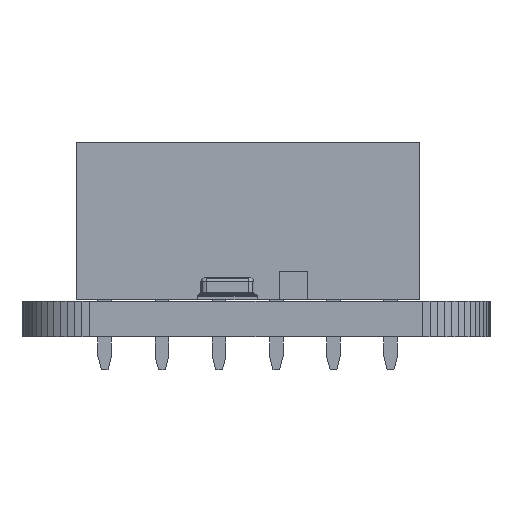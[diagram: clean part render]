
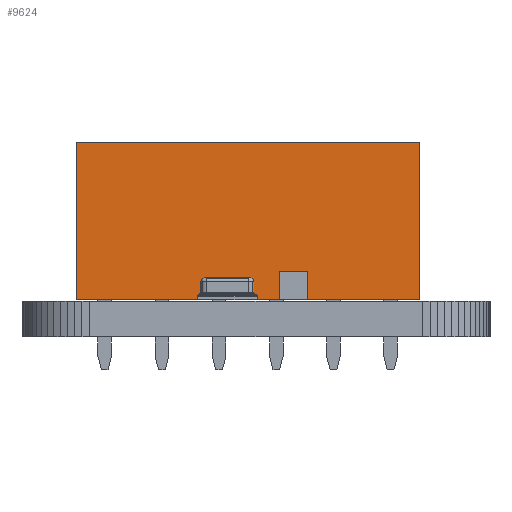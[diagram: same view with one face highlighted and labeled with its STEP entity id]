
A CAD part, front view. The second image highlights one B-rep face of the part: STEP entity #9624.
In plain terms, the highlighted face is planar.
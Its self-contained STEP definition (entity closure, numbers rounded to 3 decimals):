
#9624 = ADVANCED_FACE('',(#9625),#9639,.F.);
#9625 = FACE_BOUND('',#9626,.F.);
#9626 = EDGE_LOOP('',(#9627,#9662,#9690,#9718));
#9627 = ORIENTED_EDGE('',*,*,#9628,.T.);
#9628 = EDGE_CURVE('',#9629,#9631,#9633,.T.);
#9629 = VERTEX_POINT('',#9630);
#9630 = CARTESIAN_POINT('',(1.27,-13.97,0.));
#9631 = VERTEX_POINT('',#9632);
#9632 = CARTESIAN_POINT('',(1.27,-13.97,7.));
#9633 = SURFACE_CURVE('',#9634,(#9638,#9650),.PCURVE_S1.);
#9634 = LINE('',#9635,#9636);
#9635 = CARTESIAN_POINT('',(1.27,-13.97,0.));
#9636 = VECTOR('',#9637,1.);
#9637 = DIRECTION('',(0.,0.,1.));
#9638 = PCURVE('',#9639,#9644);
#9639 = PLANE('',#9640);
#9640 = AXIS2_PLACEMENT_3D('',#9641,#9642,#9643);
#9641 = CARTESIAN_POINT('',(1.27,-13.97,0.));
#9642 = DIRECTION('',(-1.,0.,0.));
#9643 = DIRECTION('',(0.,1.,0.));
#9644 = DEFINITIONAL_REPRESENTATION('',(#9645),#9649);
#9645 = LINE('',#9646,#9647);
#9646 = CARTESIAN_POINT('',(0.,0.));
#9647 = VECTOR('',#9648,1.);
#9648 = DIRECTION('',(0.,-1.));
#9649 = ( GEOMETRIC_REPRESENTATION_CONTEXT(2) 
PARAMETRIC_REPRESENTATION_CONTEXT() REPRESENTATION_CONTEXT('2D SPACE',''
  ) );
#9650 = PCURVE('',#9651,#9656);
#9651 = PLANE('',#9652);
#9652 = AXIS2_PLACEMENT_3D('',#9653,#9654,#9655);
#9653 = CARTESIAN_POINT('',(-1.27,-13.97,0.));
#9654 = DIRECTION('',(0.,1.,0.));
#9655 = DIRECTION('',(1.,0.,0.));
#9656 = DEFINITIONAL_REPRESENTATION('',(#9657),#9661);
#9657 = LINE('',#9658,#9659);
#9658 = CARTESIAN_POINT('',(2.54,0.));
#9659 = VECTOR('',#9660,1.);
#9660 = DIRECTION('',(0.,-1.));
#9661 = ( GEOMETRIC_REPRESENTATION_CONTEXT(2) 
PARAMETRIC_REPRESENTATION_CONTEXT() REPRESENTATION_CONTEXT('2D SPACE',''
  ) );
#9662 = ORIENTED_EDGE('',*,*,#9663,.T.);
#9663 = EDGE_CURVE('',#9631,#9664,#9666,.T.);
#9664 = VERTEX_POINT('',#9665);
#9665 = CARTESIAN_POINT('',(1.27,1.27,7.));
#9666 = SURFACE_CURVE('',#9667,(#9671,#9678),.PCURVE_S1.);
#9667 = LINE('',#9668,#9669);
#9668 = CARTESIAN_POINT('',(1.27,-13.97,7.));
#9669 = VECTOR('',#9670,1.);
#9670 = DIRECTION('',(0.,1.,0.));
#9671 = PCURVE('',#9639,#9672);
#9672 = DEFINITIONAL_REPRESENTATION('',(#9673),#9677);
#9673 = LINE('',#9674,#9675);
#9674 = CARTESIAN_POINT('',(0.,-7.));
#9675 = VECTOR('',#9676,1.);
#9676 = DIRECTION('',(1.,0.));
#9677 = ( GEOMETRIC_REPRESENTATION_CONTEXT(2) 
PARAMETRIC_REPRESENTATION_CONTEXT() REPRESENTATION_CONTEXT('2D SPACE',''
  ) );
#9678 = PCURVE('',#9679,#9684);
#9679 = PLANE('',#9680);
#9680 = AXIS2_PLACEMENT_3D('',#9681,#9682,#9683);
#9681 = CARTESIAN_POINT('',(1.27,-13.97,7.));
#9682 = DIRECTION('',(-0.,0.,-1.));
#9683 = DIRECTION('',(0.,-1.,-0.));
#9684 = DEFINITIONAL_REPRESENTATION('',(#9685),#9689);
#9685 = LINE('',#9686,#9687);
#9686 = CARTESIAN_POINT('',(0.,0.));
#9687 = VECTOR('',#9688,1.);
#9688 = DIRECTION('',(-1.,0.));
#9689 = ( GEOMETRIC_REPRESENTATION_CONTEXT(2) 
PARAMETRIC_REPRESENTATION_CONTEXT() REPRESENTATION_CONTEXT('2D SPACE',''
  ) );
#9690 = ORIENTED_EDGE('',*,*,#9691,.F.);
#9691 = EDGE_CURVE('',#9692,#9664,#9694,.T.);
#9692 = VERTEX_POINT('',#9693);
#9693 = CARTESIAN_POINT('',(1.27,1.27,0.));
#9694 = SURFACE_CURVE('',#9695,(#9699,#9706),.PCURVE_S1.);
#9695 = LINE('',#9696,#9697);
#9696 = CARTESIAN_POINT('',(1.27,1.27,0.));
#9697 = VECTOR('',#9698,1.);
#9698 = DIRECTION('',(0.,0.,1.));
#9699 = PCURVE('',#9639,#9700);
#9700 = DEFINITIONAL_REPRESENTATION('',(#9701),#9705);
#9701 = LINE('',#9702,#9703);
#9702 = CARTESIAN_POINT('',(15.24,0.));
#9703 = VECTOR('',#9704,1.);
#9704 = DIRECTION('',(0.,-1.));
#9705 = ( GEOMETRIC_REPRESENTATION_CONTEXT(2) 
PARAMETRIC_REPRESENTATION_CONTEXT() REPRESENTATION_CONTEXT('2D SPACE',''
  ) );
#9706 = PCURVE('',#9707,#9712);
#9707 = PLANE('',#9708);
#9708 = AXIS2_PLACEMENT_3D('',#9709,#9710,#9711);
#9709 = CARTESIAN_POINT('',(1.27,1.27,0.));
#9710 = DIRECTION('',(0.,-1.,0.));
#9711 = DIRECTION('',(-1.,0.,0.));
#9712 = DEFINITIONAL_REPRESENTATION('',(#9713),#9717);
#9713 = LINE('',#9714,#9715);
#9714 = CARTESIAN_POINT('',(0.,0.));
#9715 = VECTOR('',#9716,1.);
#9716 = DIRECTION('',(0.,-1.));
#9717 = ( GEOMETRIC_REPRESENTATION_CONTEXT(2) 
PARAMETRIC_REPRESENTATION_CONTEXT() REPRESENTATION_CONTEXT('2D SPACE',''
  ) );
#9718 = ORIENTED_EDGE('',*,*,#9719,.F.);
#9719 = EDGE_CURVE('',#9629,#9692,#9720,.T.);
#9720 = SURFACE_CURVE('',#9721,(#9725,#9732),.PCURVE_S1.);
#9721 = LINE('',#9722,#9723);
#9722 = CARTESIAN_POINT('',(1.27,-13.97,0.));
#9723 = VECTOR('',#9724,1.);
#9724 = DIRECTION('',(0.,1.,0.));
#9725 = PCURVE('',#9639,#9726);
#9726 = DEFINITIONAL_REPRESENTATION('',(#9727),#9731);
#9727 = LINE('',#9728,#9729);
#9728 = CARTESIAN_POINT('',(0.,0.));
#9729 = VECTOR('',#9730,1.);
#9730 = DIRECTION('',(1.,0.));
#9731 = ( GEOMETRIC_REPRESENTATION_CONTEXT(2) 
PARAMETRIC_REPRESENTATION_CONTEXT() REPRESENTATION_CONTEXT('2D SPACE',''
  ) );
#9732 = PCURVE('',#9733,#9738);
#9733 = PLANE('',#9734);
#9734 = AXIS2_PLACEMENT_3D('',#9735,#9736,#9737);
#9735 = CARTESIAN_POINT('',(1.27,-13.97,0.));
#9736 = DIRECTION('',(-0.,0.,-1.));
#9737 = DIRECTION('',(0.,-1.,-0.));
#9738 = DEFINITIONAL_REPRESENTATION('',(#9739),#9743);
#9739 = LINE('',#9740,#9741);
#9740 = CARTESIAN_POINT('',(0.,0.));
#9741 = VECTOR('',#9742,1.);
#9742 = DIRECTION('',(-1.,0.));
#9743 = ( GEOMETRIC_REPRESENTATION_CONTEXT(2) 
PARAMETRIC_REPRESENTATION_CONTEXT() REPRESENTATION_CONTEXT('2D SPACE',''
  ) );
